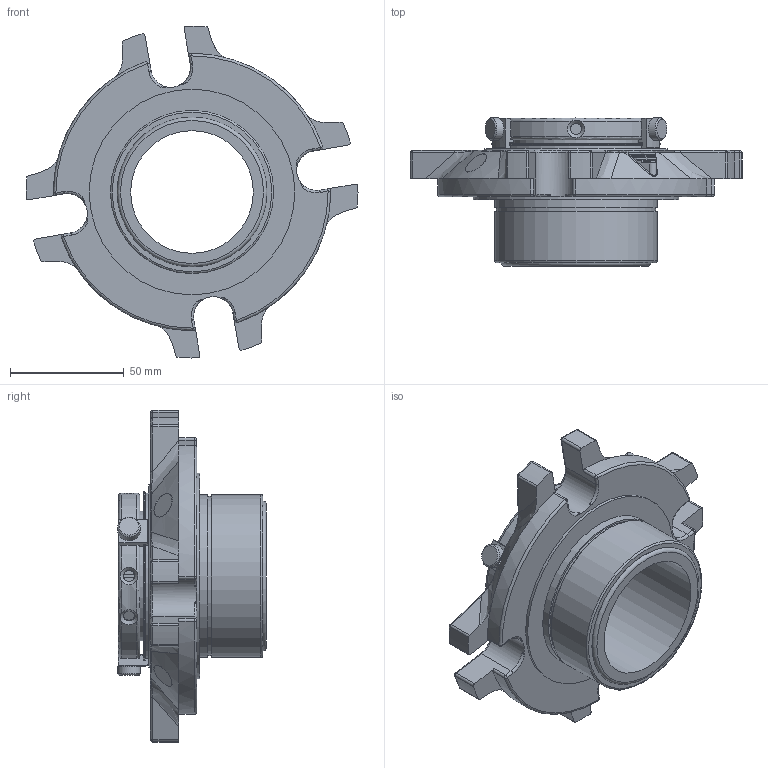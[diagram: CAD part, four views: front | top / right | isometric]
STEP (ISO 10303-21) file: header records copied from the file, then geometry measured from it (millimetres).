
FILE_DESCRIPTION(/* description */ ('Unknown'),/* implementation_level */ '2;1');
FILE_NAME(/* name */ '2.125',/* time_stamp */ '2023-04-03T16:02:19+01:00',/* author */ ('Unknown'),/* organization */ ('Unknown'),/* preprocessor_version */ 'ST-DEVELOPER v18.102',/* originating_system */ 'Solid Edge',/* authorisation */ 'Unknown');
FILE_SCHEMA (('AUTOMOTIVE_DESIGN {1 0 10303 214 3 1 1}'));
Length unit declared in the file: millimetre
Products named in the file (1): 2.125
Bounding box: 146.05 x 65.35 x 146.05 mm (x, y, z)
Volume: 256256.6 mm3; surface area: 60692.8 mm2
Topology: 1 solids, 1 shells, 500 faces, 1304 edges, 799 vertices
Faces by surface type: cylinder 195, plane 147, torus 61, bspline 40, sphere 32, cone 25
Full cylindrical faces by diameter (mm): 3.746 x1, 5 x5, 6 x3, 10 x3, 11.252 x3, 53.975 x1, 57.125 x1, 65.913 x1, 69.952 x1, 71.704 x1, 71.755 x2, 73.127 x1, 74.651 x1, 90.475 x1
Entity records: 19001 total; most frequent: CARTESIAN_POINT 3990, DIRECTION 2410, ORIENTED_EDGE 2376, EDGE_CURVE 1188, AXIS2_PLACEMENT_3D 970, VERTEX_POINT 753, EDGE_LOOP 583, FACE_BOUND 583
